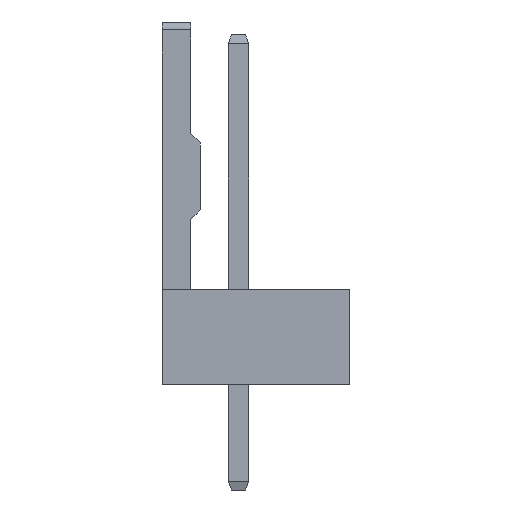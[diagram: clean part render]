
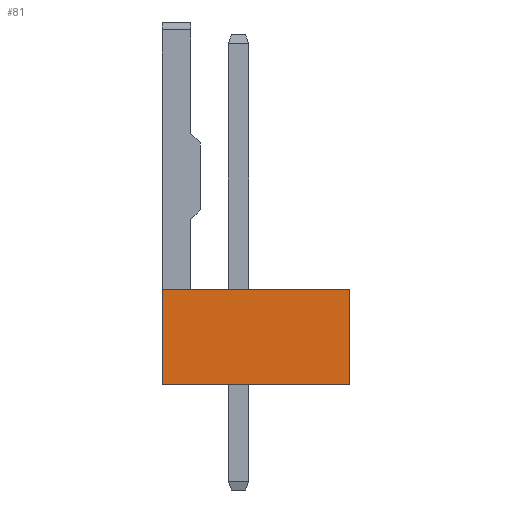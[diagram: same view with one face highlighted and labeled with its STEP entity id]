
A CAD part, left-side view. The second image highlights one B-rep face of the part: STEP entity #81.
In plain terms, the highlighted planar face has unit normal (-1, 0, 0).
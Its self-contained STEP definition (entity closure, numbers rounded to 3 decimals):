
#81=ADVANCED_FACE('',(#3533),#3535,.T.);
#3533=FACE_BOUND('',#3534,.T.);
#3534=EDGE_LOOP('',(#6321,#6322,#6323,#6324));
#3535=PLANE('',#3536);
#3536=AXIS2_PLACEMENT_3D('',#3537,#3538,#3539);
#3537=CARTESIAN_POINT('',(-1.27,2.4,0.));
#3538=DIRECTION('',(-1.,0.,0.));
#3539=DIRECTION('',(0.,0.,1.));
#6321=ORIENTED_EDGE('',*,*,#8152,.T.);
#6322=ORIENTED_EDGE('',*,*,#8144,.F.);
#6323=ORIENTED_EDGE('',*,*,#8153,.T.);
#6324=ORIENTED_EDGE('',*,*,#8154,.T.);
#8144=EDGE_CURVE('',#9100,#9020,#9102,.T.);
#8152=EDGE_CURVE('',#9116,#9020,#9117,.T.);
#8153=EDGE_CURVE('',#9100,#9118,#9119,.T.);
#8154=EDGE_CURVE('',#9118,#9116,#9120,.T.);
#9020=VERTEX_POINT('',#10504);
#9100=VERTEX_POINT('',#10666);
#9102=LINE('',#10670,#10671);
#9116=VERTEX_POINT('',#10700);
#9117=LINE('',#10701,#10702);
#9118=VERTEX_POINT('',#10704);
#9119=LINE('',#10705,#10706);
#9120=LINE('',#10708,#10709);
#10504=CARTESIAN_POINT('',(-1.27,2.4,3.));
#10666=CARTESIAN_POINT('',(-1.27,2.4,0.));
#10670=CARTESIAN_POINT('',(-1.27,2.4,0.));
#10671=VECTOR('',#10672,1.);
#10672=DIRECTION('',(0.,0.,1.));
#10700=CARTESIAN_POINT('',(-1.27,-3.5,3.));
#10701=CARTESIAN_POINT('',(-1.27,-3.5,3.));
#10702=VECTOR('',#10703,1.);
#10703=DIRECTION('',(0.,1.,0.));
#10704=CARTESIAN_POINT('',(-1.27,-3.5,0.));
#10705=CARTESIAN_POINT('',(-1.27,2.4,0.));
#10706=VECTOR('',#10707,1.);
#10707=DIRECTION('',(0.,-1.,0.));
#10708=CARTESIAN_POINT('',(-1.27,-3.5,0.));
#10709=VECTOR('',#10710,1.);
#10710=DIRECTION('',(0.,0.,1.));
